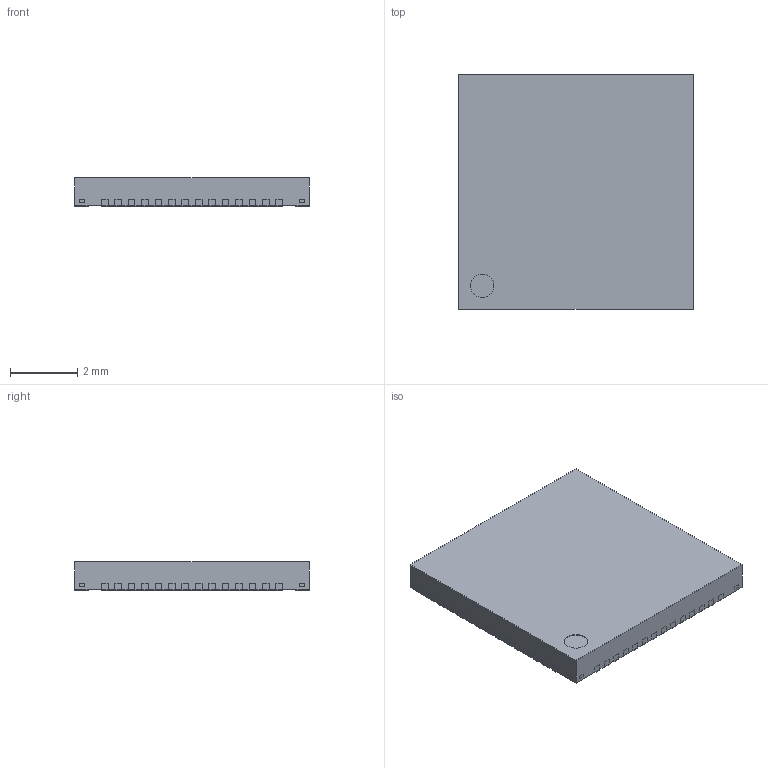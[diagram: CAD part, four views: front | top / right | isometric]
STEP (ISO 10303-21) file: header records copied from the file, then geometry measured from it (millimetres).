
FILE_DESCRIPTION (( 'STEP AP214' ), '1' );
FILE_NAME ('QFN56-7x7.STEP', '2022-09-23T05:41:30', ( '' ), ( '' ), 'SwSTEP 2.0', 'SolidWorks 2019', '' );
FILE_SCHEMA (( 'AUTOMOTIVE_DESIGN' ));
Length unit declared in the file: millimetre
Products named in the file (1): QFN56-7x7
Bounding box: 7 x 7 x 0.85 mm (x, y, z)
Surface area: 216.1 mm2
Topology: 114 solids, 114 shells, 1314 faces, 3242 edges, 2172 vertices
Faces by surface type: plane 962, cylinder 338, bspline 14
Entity records: 40577 total; most frequent: CARTESIAN_POINT 7516, DIRECTION 6491, ORIENTED_EDGE 6484, EDGE_CURVE 3242, VECTOR 2537, LINE 2537, VERTEX_POINT 2172, AXIS2_PLACEMENT_3D 1977
